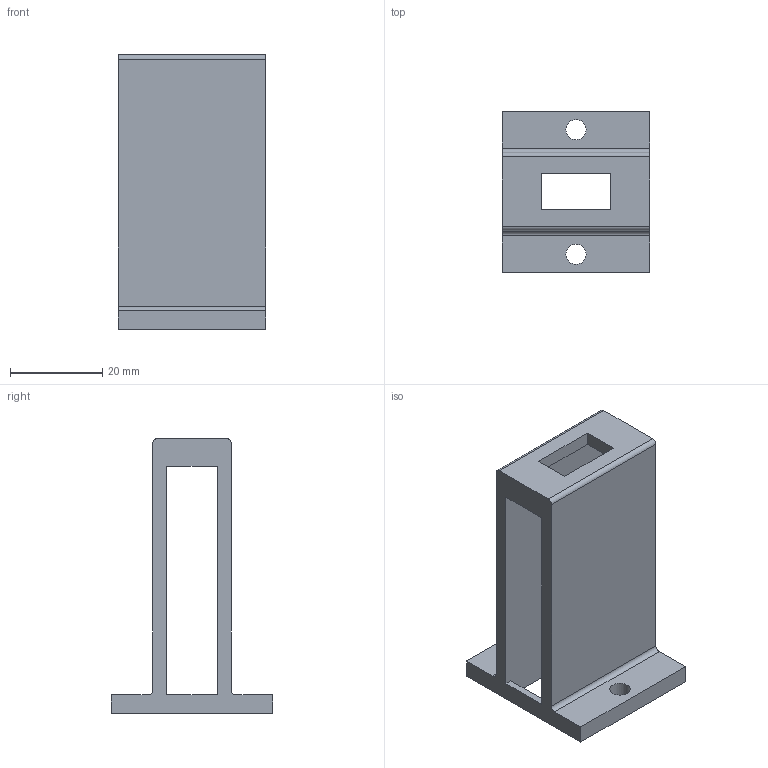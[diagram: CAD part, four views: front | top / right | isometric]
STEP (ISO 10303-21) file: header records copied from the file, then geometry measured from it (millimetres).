
FILE_DESCRIPTION(('FreeCAD Model'),'2;1');
FILE_NAME('Open CASCADE Shape Model','2025-10-04T22:25:06',(''),(''), 'Open CASCADE STEP processor 7.8','FreeCAD','Unknown');
FILE_SCHEMA(('AUTOMOTIVE_DESIGN { 1 0 10303 214 1 1 1 1 }'));
Length unit declared in the file: millimetre
Products named in the file (2): Pibox Video Capture Unit v3.0 Screw Patch; Pibox Video Capture Unit v3.0 screw patch part
Assembly tree (1 placements, depth 2):
  Pibox Video Capture Unit v3.0 Screw Patch
    Pibox Video Capture Unit v3.0 screw patch part
Bounding box: 32 x 35 x 59.5 mm (x, y, z)
Volume: 14533.4 mm3; surface area: 10812.8 mm2
Topology: 1 solids, 1 shells, 31 faces, 90 edges, 60 vertices
Faces by surface type: plane 25, cylinder 6
Full cylindrical faces by diameter (mm): 4.4 x2
Entity records: 1076 total; most frequent: CARTESIAN_POINT 183, ORIENTED_EDGE 180, DIRECTION 168, EDGE_CURVE 90, LINE 78, VECTOR 78, VERTEX_POINT 60, AXIS2_PLACEMENT_3D 45
